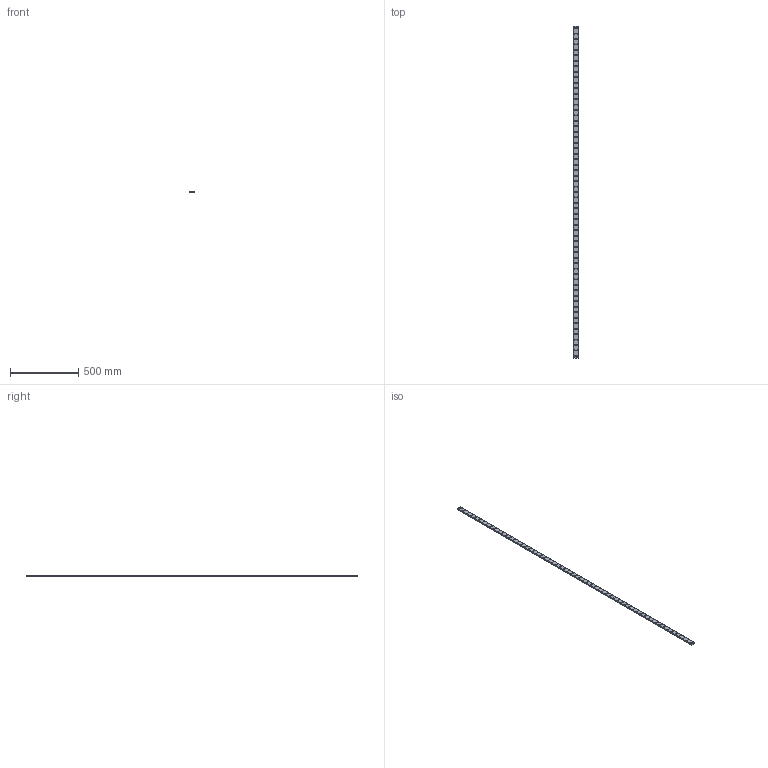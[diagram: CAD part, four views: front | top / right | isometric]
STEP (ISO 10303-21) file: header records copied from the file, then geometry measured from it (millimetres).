
FILE_DESCRIPTION(('STEP AP214'),'1');
FILE_NAME('cctmp_74367330-935F-4E68-A87E-6C11DE24032E_2021_03_02_12_03_40_0714..stp','2021-03-02T11:03:41',('HIWIN GmbH'),('CADClick - www.CADClick.com'),'Spatial InterOp 3D',' ','unknown authorization');
FILE_SCHEMA(('AUTOMOTIVE_DESIGN'));
Length unit declared in the file: millimetre
Products named in the file (1): WER17R2430H_FILE
Bounding box: 33 x 2430 x 9.3 mm (x, y, z)
Volume: 671059.3 mm3; surface area: 237742.6 mm2
Topology: 1 solids, 1 shells, 1201 faces, 2487 edges, 1658 vertices
Faces by surface type: cylinder 750, plane 451
Entity records: 42213 total; most frequent: DIRECTION 6391, CARTESIAN_POINT 5347, ORIENTED_EDGE 4974, AXIS2_PLACEMENT_3D 2702, EDGE_CURVE 2487, VERTEX_POINT 1658, EDGE_LOOP 1571, CIRCLE 1500
